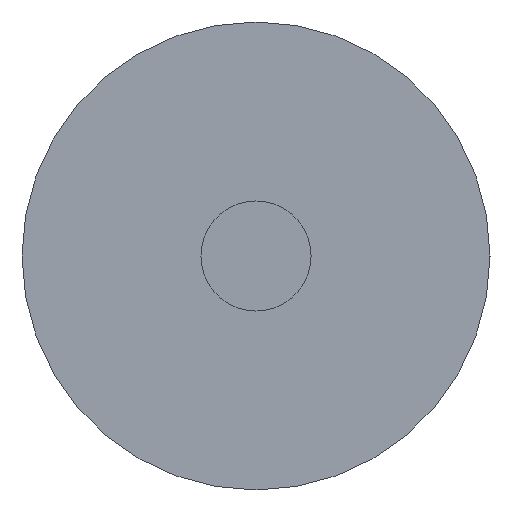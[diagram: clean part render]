
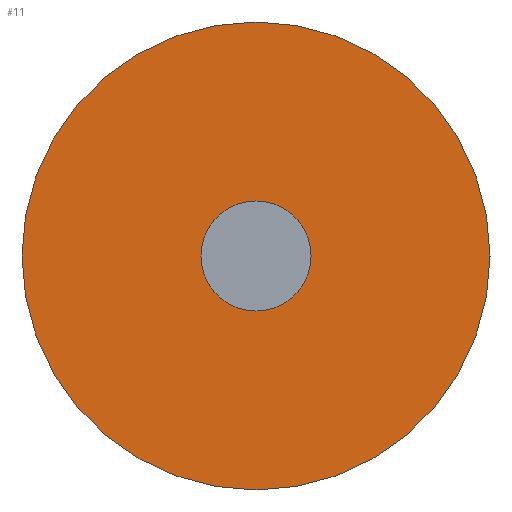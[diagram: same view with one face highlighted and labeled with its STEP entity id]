
A CAD part, left-side view. The second image highlights one B-rep face of the part: STEP entity #11.
In plain terms, the highlighted planar face has unit normal (-1, 0, 0).
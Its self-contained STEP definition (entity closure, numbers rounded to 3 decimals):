
#3 = CIRCLE ( 'NONE', #183, 0.85 ) ;
#11 = ADVANCED_FACE ( 'NONE', ( #348 ), #75, .F. ) ;
#14 = VERTEX_POINT ( 'NONE', #250 ) ;
#32 = AXIS2_PLACEMENT_3D ( 'NONE', #48, #285, #45 ) ;
#45 = DIRECTION ( 'NONE',  ( 0., 1., 0. ) ) ;
#48 = CARTESIAN_POINT ( 'NONE',  ( 0., 0., 0. ) ) ;
#52 = EDGE_CURVE ( 'NONE', #14, #206, #3, .T. ) ;
#63 = DIRECTION ( 'NONE',  ( -1., 0., 0. ) ) ;
#75 = PLANE ( 'NONE',  #32 ) ;
#122 = ORIENTED_EDGE ( 'NONE', *, *, #329, .T. ) ;
#145 = DIRECTION ( 'NONE',  ( 0., -1., 0. ) ) ;
#146 = ORIENTED_EDGE ( 'NONE', *, *, #52, .T. ) ;
#183 = AXIS2_PLACEMENT_3D ( 'NONE', #215, #381, #316 ) ;
#192 = CARTESIAN_POINT ( 'NONE',  ( 0., 0.85, 0. ) ) ;
#206 = VERTEX_POINT ( 'NONE', #192 ) ;
#215 = CARTESIAN_POINT ( 'NONE',  ( 0., 0., 0. ) ) ;
#236 = AXIS2_PLACEMENT_3D ( 'NONE', #331, #63, #145 ) ;
#250 = CARTESIAN_POINT ( 'NONE',  ( 0., -0.85, 0. ) ) ;
#285 = DIRECTION ( 'NONE',  ( 1., 0., 0. ) ) ;
#301 = CIRCLE ( 'NONE', #236, 0.85 ) ;
#316 = DIRECTION ( 'NONE',  ( 0., -1., 0. ) ) ;
#324 = EDGE_LOOP ( 'NONE', ( #146, #122 ) ) ;
#329 = EDGE_CURVE ( 'NONE', #206, #14, #301, .T. ) ;
#331 = CARTESIAN_POINT ( 'NONE',  ( 0., 0., 0. ) ) ;
#348 = FACE_OUTER_BOUND ( 'NONE', #324, .T. ) ;
#381 = DIRECTION ( 'NONE',  ( -1., 0., 0. ) ) ;
